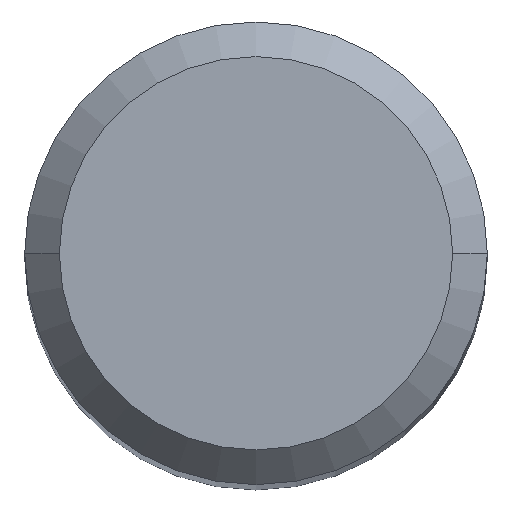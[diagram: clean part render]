
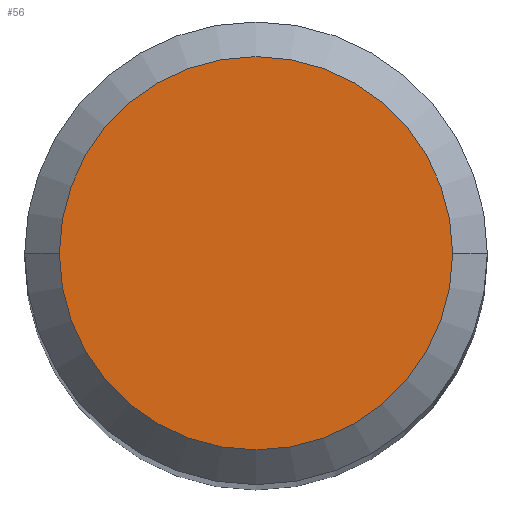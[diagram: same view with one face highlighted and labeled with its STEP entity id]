
A CAD part, top view. The second image highlights one B-rep face of the part: STEP entity #56.
In plain terms, the highlighted planar face has unit normal (0, 0, 1).
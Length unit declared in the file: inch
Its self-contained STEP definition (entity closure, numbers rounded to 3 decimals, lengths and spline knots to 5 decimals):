
#6 = EDGE_CURVE ( 'NONE', #77, #219, #241, .T. ) ;
#56 = ADVANCED_FACE ( 'NONE', ( #360 ), #417, .F. ) ;
#65 = DIRECTION ( 'NONE',  ( -1., 0., 0. ) ) ;
#77 = VERTEX_POINT ( 'NONE', #352 ) ;
#79 = AXIS2_PLACEMENT_3D ( 'NONE', #453, #402, #193 ) ;
#91 = DIRECTION ( 'NONE',  ( 1., 0., 0. ) ) ;
#164 = CIRCLE ( 'NONE', #213, 0.10039 ) ;
#176 = DIRECTION ( 'NONE',  ( 0., 0., -1. ) ) ;
#193 = DIRECTION ( 'NONE',  ( 1., 0., 0. ) ) ;
#199 = DIRECTION ( 'NONE',  ( 0., 0., 1. ) ) ;
#207 = CARTESIAN_POINT ( 'NONE',  ( 0., 0., 0. ) ) ;
#213 = AXIS2_PLACEMENT_3D ( 'NONE', #280, #199, #91 ) ;
#219 = VERTEX_POINT ( 'NONE', #305 ) ;
#229 = AXIS2_PLACEMENT_3D ( 'NONE', #207, #176, #65 ) ;
#237 = EDGE_CURVE ( 'NONE', #219, #77, #164, .T. ) ;
#241 = CIRCLE ( 'NONE', #79, 0.10039 ) ;
#257 = ORIENTED_EDGE ( 'NONE', *, *, #237, .T. ) ;
#280 = CARTESIAN_POINT ( 'NONE',  ( 0., 0., 0. ) ) ;
#297 = EDGE_LOOP ( 'NONE', ( #257, #374 ) ) ;
#305 = CARTESIAN_POINT ( 'NONE',  ( -0.10039, 0., 0. ) ) ;
#352 = CARTESIAN_POINT ( 'NONE',  ( 0.10039, 0., 0. ) ) ;
#360 = FACE_OUTER_BOUND ( 'NONE', #297, .T. ) ;
#374 = ORIENTED_EDGE ( 'NONE', *, *, #6, .T. ) ;
#402 = DIRECTION ( 'NONE',  ( 0., 0., 1. ) ) ;
#417 = PLANE ( 'NONE',  #229 ) ;
#453 = CARTESIAN_POINT ( 'NONE',  ( 0., 0., 0. ) ) ;
